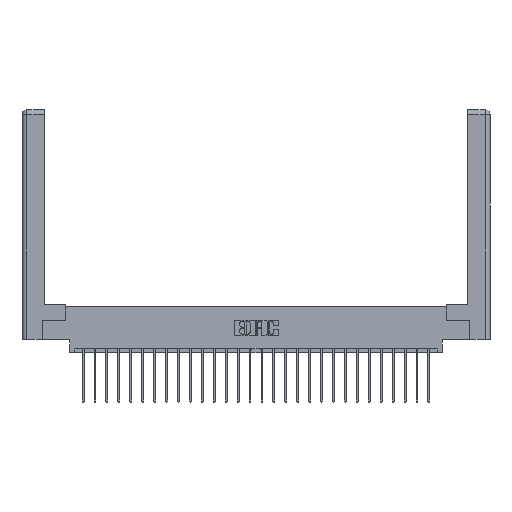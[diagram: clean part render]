
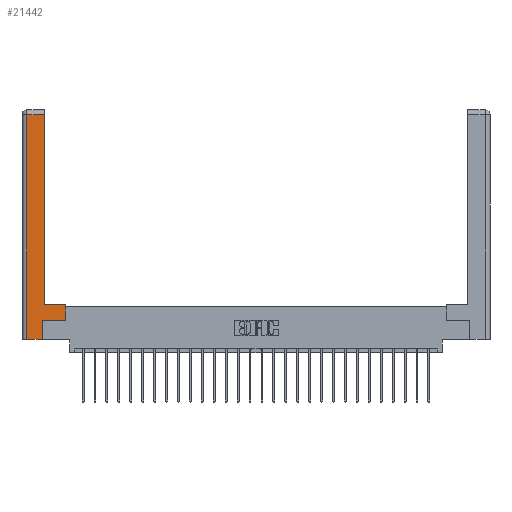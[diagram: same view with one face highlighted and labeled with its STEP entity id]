
A CAD part, top view. The second image highlights one B-rep face of the part: STEP entity #21442.
In plain terms, the highlighted planar face has unit normal (0, 0, 1).
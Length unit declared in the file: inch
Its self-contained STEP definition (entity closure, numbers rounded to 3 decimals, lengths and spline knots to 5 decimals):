
#353 = CARTESIAN_POINT ( 'NONE',  ( 0.295, 0.45, 0. ) ) ;
#933 = EDGE_CURVE ( 'NONE', #5376, #27419, #20945, .T. ) ;
#1853 = DIRECTION ( 'NONE',  ( -1., 0., 0. ) ) ;
#1883 = CARTESIAN_POINT ( 'NONE',  ( 0.565, 0.45, 0. ) ) ;
#2086 = CARTESIAN_POINT ( 'NONE',  ( 0.0615, 2.94, 0. ) ) ;
#2089 = DIRECTION ( 'NONE',  ( 0., 1., 0. ) ) ;
#2411 = ORIENTED_EDGE ( 'NONE', *, *, #13758, .T. ) ;
#2648 = CARTESIAN_POINT ( 'NONE',  ( 0.265, 0., 0. ) ) ;
#2979 = DIRECTION ( 'NONE',  ( 0., 0., -1. ) ) ;
#3072 = CARTESIAN_POINT ( 'NONE',  ( 0., 0., 0. ) ) ;
#3469 = CARTESIAN_POINT ( 'NONE',  ( 0.565, 0.45, 0. ) ) ;
#3864 = EDGE_CURVE ( 'NONE', #27419, #23824, #18834, .T. ) ;
#4244 = VECTOR ( 'NONE', #1853, 39.37008 ) ;
#4915 = VERTEX_POINT ( 'NONE', #6980 ) ;
#5376 = VERTEX_POINT ( 'NONE', #12183 ) ;
#5769 = VERTEX_POINT ( 'NONE', #2648 ) ;
#6683 = LINE ( 'NONE', #21754, #15363 ) ;
#6735 = EDGE_LOOP ( 'NONE', ( #2411, #13262, #21166, #11411, #26033, #9142, #21100, #27518 ) ) ;
#6980 = CARTESIAN_POINT ( 'NONE',  ( 0.565, 0.245, 0. ) ) ;
#7756 = CARTESIAN_POINT ( 'NONE',  ( 0.295, 0.45, 0. ) ) ;
#8833 = CARTESIAN_POINT ( 'NONE',  ( 0.0615, 0., 0. ) ) ;
#8985 = DIRECTION ( 'NONE',  ( 1., 0., 0. ) ) ;
#9142 = ORIENTED_EDGE ( 'NONE', *, *, #25253, .T. ) ;
#9501 = DIRECTION ( 'NONE',  ( -1., 0., 0. ) ) ;
#10776 = DIRECTION ( 'NONE',  ( -1., 0., 0. ) ) ;
#11273 = VECTOR ( 'NONE', #2089, 39.37008 ) ;
#11322 = EDGE_CURVE ( 'NONE', #16999, #15208, #26569, .T. ) ;
#11411 = ORIENTED_EDGE ( 'NONE', *, *, #19045, .T. ) ;
#11560 = AXIS2_PLACEMENT_3D ( 'NONE', #3072, #2979, #9501 ) ;
#11612 = LINE ( 'NONE', #12079, #11273 ) ;
#12079 = CARTESIAN_POINT ( 'NONE',  ( 0.295, 3., 0. ) ) ;
#12183 = CARTESIAN_POINT ( 'NONE',  ( 0.295, 2.94, 0. ) ) ;
#13262 = ORIENTED_EDGE ( 'NONE', *, *, #933, .T. ) ;
#13266 = CARTESIAN_POINT ( 'NONE',  ( 0.265, 0.245, 0. ) ) ;
#13675 = VECTOR ( 'NONE', #10776, 39.37008 ) ;
#13758 = EDGE_CURVE ( 'NONE', #15208, #5376, #11612, .T. ) ;
#14495 = DIRECTION ( 'NONE',  ( 0., 1., 0. ) ) ;
#14624 = VERTEX_POINT ( 'NONE', #13266 ) ;
#15208 = VERTEX_POINT ( 'NONE', #353 ) ;
#15363 = VECTOR ( 'NONE', #8985, 39.37008 ) ;
#16119 = EDGE_CURVE ( 'NONE', #5769, #14624, #17150, .T. ) ;
#16474 = VECTOR ( 'NONE', #27465, 39.37008 ) ;
#16999 = VERTEX_POINT ( 'NONE', #3469 ) ;
#17150 = LINE ( 'NONE', #23173, #16474 ) ;
#18834 = LINE ( 'NONE', #19583, #21834 ) ;
#19045 = EDGE_CURVE ( 'NONE', #23824, #5769, #6683, .T. ) ;
#19583 = CARTESIAN_POINT ( 'NONE',  ( 0.0615, 0., 0. ) ) ;
#19960 = LINE ( 'NONE', #1883, #23306 ) ;
#20945 = LINE ( 'NONE', #2086, #13675 ) ;
#21100 = ORIENTED_EDGE ( 'NONE', *, *, #22257, .T. ) ;
#21166 = ORIENTED_EDGE ( 'NONE', *, *, #3864, .T. ) ;
#21442 = ADVANCED_FACE ( 'NONE', ( #27210 ), #24433, .F. ) ;
#21754 = CARTESIAN_POINT ( 'NONE',  ( 0.265, 0., 0. ) ) ;
#21834 = VECTOR ( 'NONE', #26171, 39.37008 ) ;
#21997 = DIRECTION ( 'NONE',  ( 1., 0., 0. ) ) ;
#22257 = EDGE_CURVE ( 'NONE', #4915, #16999, #19960, .T. ) ;
#23173 = CARTESIAN_POINT ( 'NONE',  ( 0.265, 0.245, 0. ) ) ;
#23306 = VECTOR ( 'NONE', #14495, 39.37008 ) ;
#23788 = VECTOR ( 'NONE', #21997, 39.37008 ) ;
#23824 = VERTEX_POINT ( 'NONE', #8833 ) ;
#23883 = CARTESIAN_POINT ( 'NONE',  ( 0.0615, 2.94, 0. ) ) ;
#24335 = CARTESIAN_POINT ( 'NONE',  ( 0.565, 0.245, 0. ) ) ;
#24433 = PLANE ( 'NONE',  #11560 ) ;
#25253 = EDGE_CURVE ( 'NONE', #14624, #4915, #26768, .T. ) ;
#26033 = ORIENTED_EDGE ( 'NONE', *, *, #16119, .T. ) ;
#26171 = DIRECTION ( 'NONE',  ( 0., -1., 0. ) ) ;
#26569 = LINE ( 'NONE', #7756, #4244 ) ;
#26768 = LINE ( 'NONE', #24335, #23788 ) ;
#27210 = FACE_OUTER_BOUND ( 'NONE', #6735, .T. ) ;
#27419 = VERTEX_POINT ( 'NONE', #23883 ) ;
#27465 = DIRECTION ( 'NONE',  ( 0., 1., 0. ) ) ;
#27518 = ORIENTED_EDGE ( 'NONE', *, *, #11322, .T. ) ;
